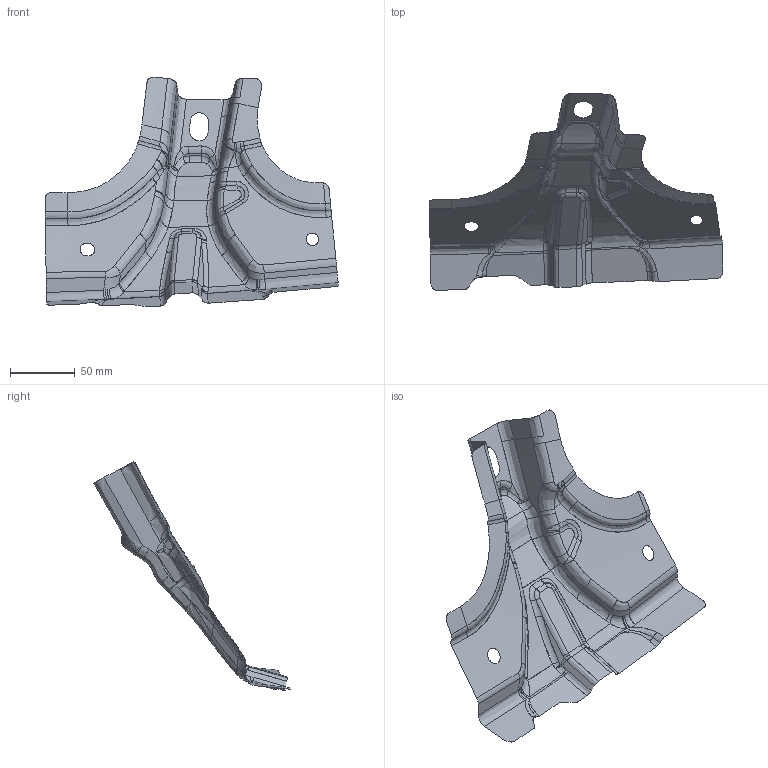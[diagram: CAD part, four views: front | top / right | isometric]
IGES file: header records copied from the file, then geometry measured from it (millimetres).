
Start section: XAF/AutoForm die-designer module
Global section: file name: 139Htest-skaliert.igs; native system: Unknown; preprocessor: XAF 3.4; author: Unknown; organization: 56HAutoForm Engineering GmbH; date: 060901.110716; units: millimetre
Bounding box: 227.52 x 152.01 x 177.6 mm (x, y, z)
Surface area: 42979.9 mm2 (no closed solid volume)
Topology: 0 solids, 0 shells, 216 faces, 1914 edges, 1911 vertices
Faces by surface type: bspline 216
